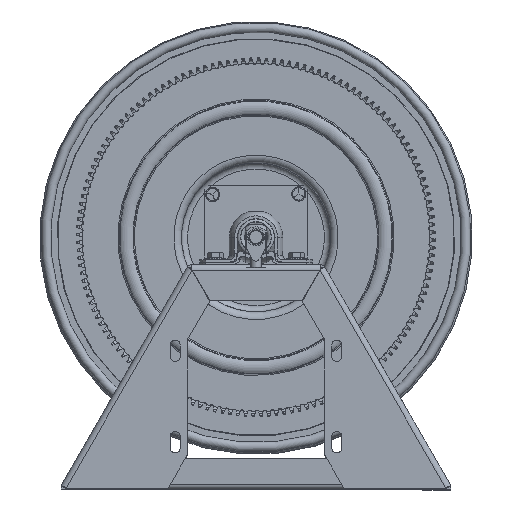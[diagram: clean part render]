
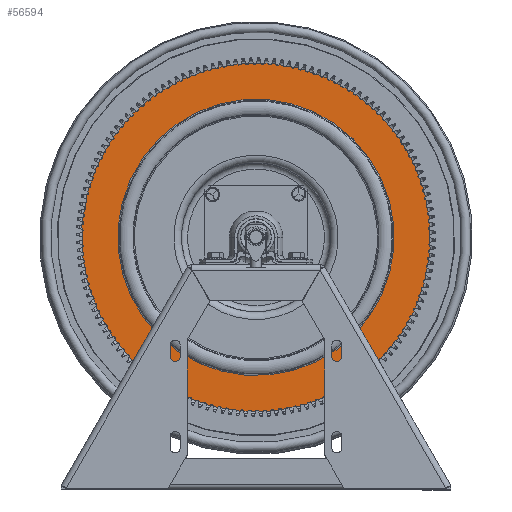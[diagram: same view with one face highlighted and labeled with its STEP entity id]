
A CAD part, top view. The second image highlights one B-rep face of the part: STEP entity #56594.
In plain terms, the highlighted planar face has unit normal (0, 0, 1).
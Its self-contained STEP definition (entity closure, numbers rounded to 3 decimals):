
#1254=FACE_BOUND('',#7622,.T.);
#3710=PLANE('',#60115);
#4804=FACE_OUTER_BOUND('',#7621,.T.);
#7621=EDGE_LOOP('',(#39362,#39363));
#7622=EDGE_LOOP('',(#39364,#39365));
#18793=CIRCLE('',#60112,5.667);
#18795=CIRCLE('',#60114,5.667);
#18796=CIRCLE('',#60116,7.159);
#18797=CIRCLE('',#60117,7.159);
#22003=VERTEX_POINT('',#86136);
#22004=VERTEX_POINT('',#86137);
#22005=VERTEX_POINT('',#86142);
#22006=VERTEX_POINT('',#86143);
#29030=EDGE_CURVE('',#22003,#22004,#18793,.T.);
#29032=EDGE_CURVE('',#22004,#22003,#18795,.T.);
#29033=EDGE_CURVE('',#22005,#22006,#18796,.T.);
#29034=EDGE_CURVE('',#22006,#22005,#18797,.T.);
#39362=ORIENTED_EDGE('',*,*,#29033,.T.);
#39363=ORIENTED_EDGE('',*,*,#29034,.T.);
#39364=ORIENTED_EDGE('',*,*,#29030,.F.);
#39365=ORIENTED_EDGE('',*,*,#29032,.F.);
#56594=ADVANCED_FACE('',(#4804,#1254),#3710,.T.);
#60112=AXIS2_PLACEMENT_3D('',#86138,#66957,#66958);
#60114=AXIS2_PLACEMENT_3D('',#86140,#66961,#66962);
#60115=AXIS2_PLACEMENT_3D('',#86141,#66963,#66964);
#60116=AXIS2_PLACEMENT_3D('',#86144,#66965,#66966);
#60117=AXIS2_PLACEMENT_3D('',#86145,#66967,#66968);
#66957=DIRECTION('center_axis',(0.,0.,
1.));
#66958=DIRECTION('ref_axis',(0.712,-0.702,0.));
#66961=DIRECTION('center_axis',(0.,0.,
1.));
#66962=DIRECTION('ref_axis',(0.712,-0.702,0.));
#66963=DIRECTION('center_axis',(0.,0.,
1.));
#66964=DIRECTION('ref_axis',(-0.702,-0.712,0.));
#66965=DIRECTION('center_axis',(0.,0.,
1.));
#66966=DIRECTION('ref_axis',(0.712,-0.702,0.));
#66967=DIRECTION('center_axis',(0.,0.,
1.));
#66968=DIRECTION('ref_axis',(0.712,-0.702,0.));
#86136=CARTESIAN_POINT('',(4.034,-2.762,14.048));
#86137=CARTESIAN_POINT('',(3.98,5.252,14.048));
#86138=CARTESIAN_POINT('Origin',(0.,1.218,14.048));
#86140=CARTESIAN_POINT('Origin',(0.,1.218,14.048));
#86141=CARTESIAN_POINT('Origin',(4.565,-3.286,14.048));
#86142=CARTESIAN_POINT('',(5.096,-3.81,14.048));
#86143=CARTESIAN_POINT('',(5.028,6.315,14.048));
#86144=CARTESIAN_POINT('Origin',(0.,1.218,14.048));
#86145=CARTESIAN_POINT('Origin',(0.,1.218,14.048));
